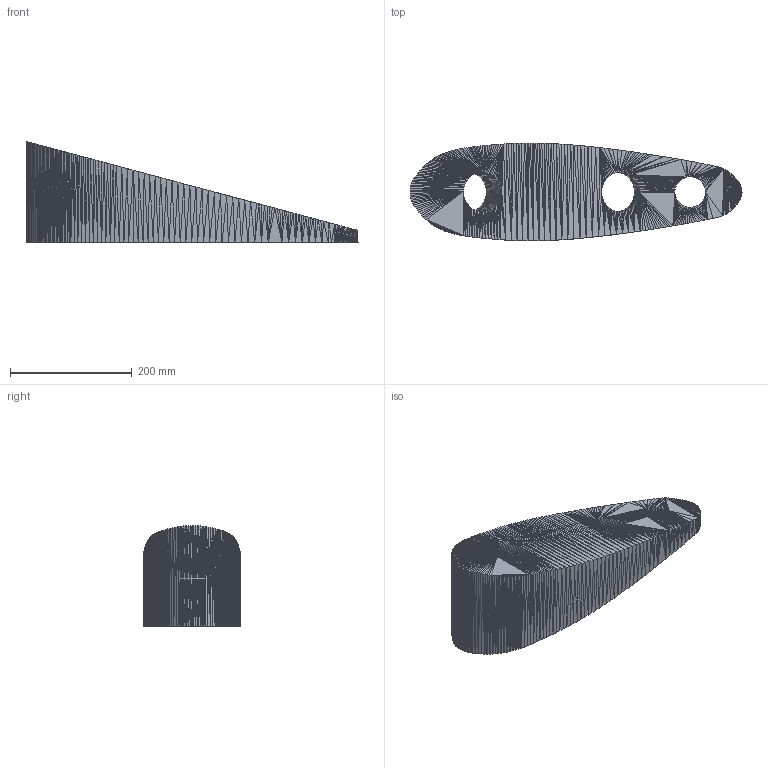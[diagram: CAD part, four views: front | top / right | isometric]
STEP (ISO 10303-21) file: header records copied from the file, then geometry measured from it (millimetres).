
FILE_DESCRIPTION(/* description */ (''),/* implementation_level */ '2;1');
FILE_NAME(/* name */ '0aa17d7d-01e0-46e9-9006-d7f796045931.stp',/* time_stamp */ '2019-12-19T09:44:44+00:00',/* author */ (''),/* organization */ (''),/* preprocessor_version */ 'ST-DEVELOPER v18',/* originating_system */ 'Autodesk Translation Framework v8.12.0.6',/* authorisation */ '');
FILE_SCHEMA (('AUTOMOTIVE_DESIGN { 1 0 10303 214 3 1 1 }'));
Products named in the file (1): calle 15deg pour cnc
Bounding box: 545.22 x 160.24 x 165.75 mm (x, y, z)
Volume: 5128054.6 mm3; surface area: 309661.4 mm2
Topology: 1 solids, 1 shells, 3408 faces, 5112 edges, 1700 vertices
Faces by surface type: plane 3408
Entity records: 66489 total; most frequent: DIRECTION 11930, ORIENTED_EDGE 10224, CARTESIAN_POINT 10221, LINE 5112, VECTOR 5112, EDGE_CURVE 5112, AXIS2_PLACEMENT_3D 3409, FACE_OUTER_BOUND 3408
